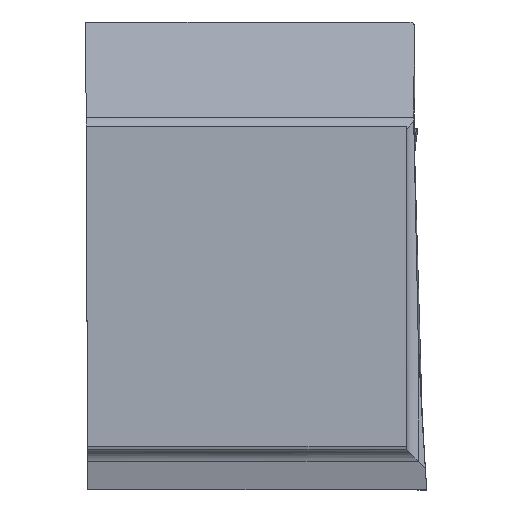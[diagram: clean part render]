
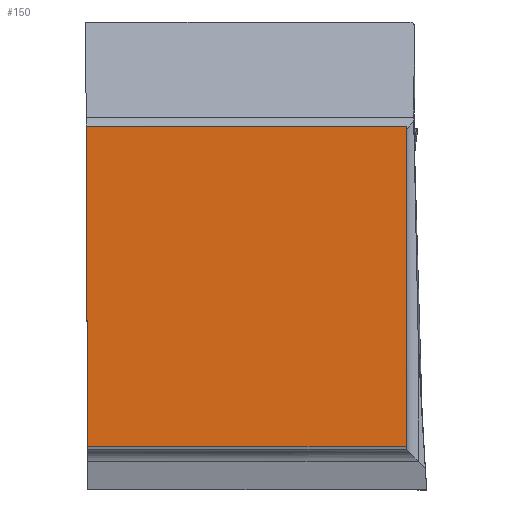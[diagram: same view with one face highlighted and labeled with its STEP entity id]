
A CAD part, top view. The second image highlights one B-rep face of the part: STEP entity #150.
In plain terms, the highlighted planar face has unit normal (0, 0, 1).
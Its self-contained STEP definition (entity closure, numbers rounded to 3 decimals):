
#115=PLANE('',#1229);
#150=ADVANCED_FACE('CU_BACK_SU1',(#226),#115,.F.);
#226=FACE_OUTER_BOUND('',#283,.T.);
#283=EDGE_LOOP('',(#600,#601,#602,#603));
#343=LINE('',#1777,#414);
#352=LINE('',#3038,#425);
#353=LINE('',#3040,#426);
#354=LINE('',#3042,#427);
#414=VECTOR('',#1346,1.);
#425=VECTOR('',#1375,1.);
#426=VECTOR('',#1376,1.);
#427=VECTOR('',#1377,1.);
#600=ORIENTED_EDGE('',*,*,#983,.T.);
#601=ORIENTED_EDGE('',*,*,#984,.F.);
#602=ORIENTED_EDGE('',*,*,#985,.T.);
#603=ORIENTED_EDGE('',*,*,#958,.T.);
#850=VERTEX_POINT('',#1776);
#851=VERTEX_POINT('',#1778);
#864=VERTEX_POINT('',#3039);
#865=VERTEX_POINT('',#3041);
#958=EDGE_CURVE('',#851,#850,#343,.T.);
#983=EDGE_CURVE('',#850,#864,#352,.T.);
#984=EDGE_CURVE('',#865,#864,#353,.T.);
#985=EDGE_CURVE('',#865,#851,#354,.T.);
#1229=AXIS2_PLACEMENT_3D('',#3043,#1378,#1379);
#1346=DIRECTION('',(0.004,-1.,0.));
#1375=DIRECTION('',(1.,0.,0.));
#1376=DIRECTION('',(0.,-1.,0.));
#1377=DIRECTION('',(-1.,0.,0.));
#1378=DIRECTION('',(0.,0.,-1.));
#1379=DIRECTION('',(0.,-1.,0.));
#1776=CARTESIAN_POINT('',(0.138,0.,0.));
#1777=CARTESIAN_POINT('',(-0.088,51.726,0.));
#1778=CARTESIAN_POINT('',(0.,31.623,0.));
#3038=CARTESIAN_POINT('',(-23.581,0.,0.));
#3039=CARTESIAN_POINT('',(31.623,0.,0.));
#3040=CARTESIAN_POINT('',(31.623,51.623,0.));
#3041=CARTESIAN_POINT('',(31.623,31.623,0.));
#3042=CARTESIAN_POINT('',(-23.581,31.623,0.));
#3043=CARTESIAN_POINT('',(-23.581,51.623,0.));
